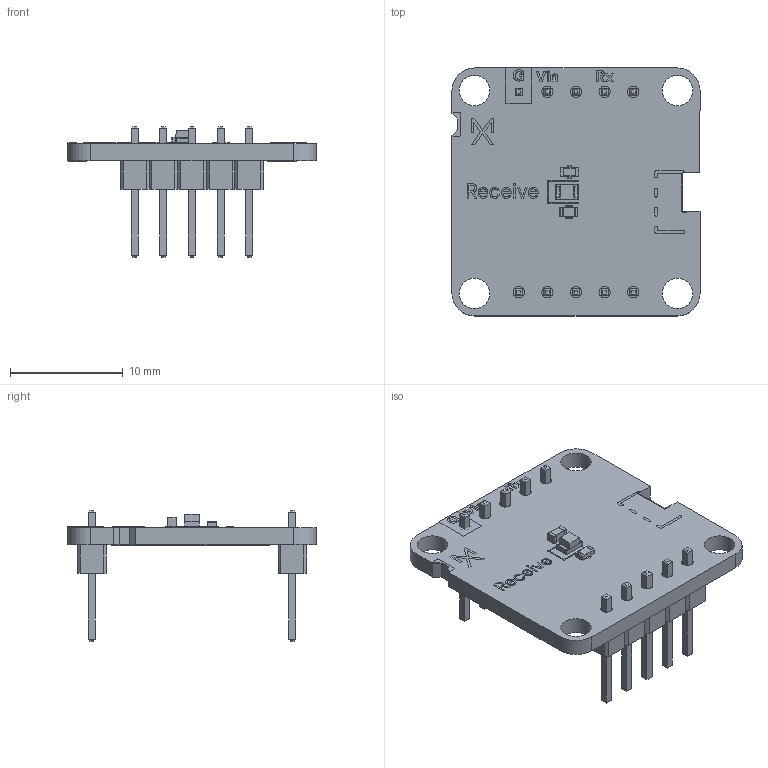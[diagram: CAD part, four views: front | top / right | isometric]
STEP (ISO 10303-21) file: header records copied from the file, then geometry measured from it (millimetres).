
FILE_DESCRIPTION(('KiCad electronic assembly'),'2;1');
FILE_NAME('STP_AX22_0033.step','2025-07-29T13:38:45',('Pcbnew'),('Kicad' ),'Open CASCADE STEP processor 7.8','KiCad to STEP converter', 'Unknown');
FILE_SCHEMA(('AUTOMOTIVE_DESIGN { 1 0 10303 214 1 1 1 1 }'));
Length unit declared in the file: millimetre
Products named in the file (7): STP_AX22_0033 1; C_0603_1608Metric; LED_0805_2012Metric; PinHeader_1x05_P2.54mm_Vertical; R_0603_1608Metric; IR-Receiver_silkscreen; IR-Receiver_PCB
Assembly tree (7 placements, depth 2):
  STP_AX22_0033 1
    C_0603_1608Metric
    LED_0805_2012Metric
    PinHeader_1x05_P2.54mm_Vertical  x2
    R_0603_1608Metric
    IR-Receiver_silkscreen
    IR-Receiver_PCB
Bounding box: 22 x 22 x 11.54 mm (x, y, z)
Volume: 870.5 mm3; surface area: 1691.6 mm2
Topology: 6 solids, 56 shells, 434 faces, 2147 edges, 1798 vertices
Faces by surface type: plane 388, cylinder 46
Full cylindrical faces by diameter (mm): 1 x10, 2.7 x4
Entity records: 20111 total; most frequent: CARTESIAN_POINT 3783, DIRECTION 2791, ORIENTED_EDGE 2510, EDGE_CURVE 1851, VERTEX_POINT 1614, LINE 1547, VECTOR 1547, AXIS2_PLACEMENT_3D 622
